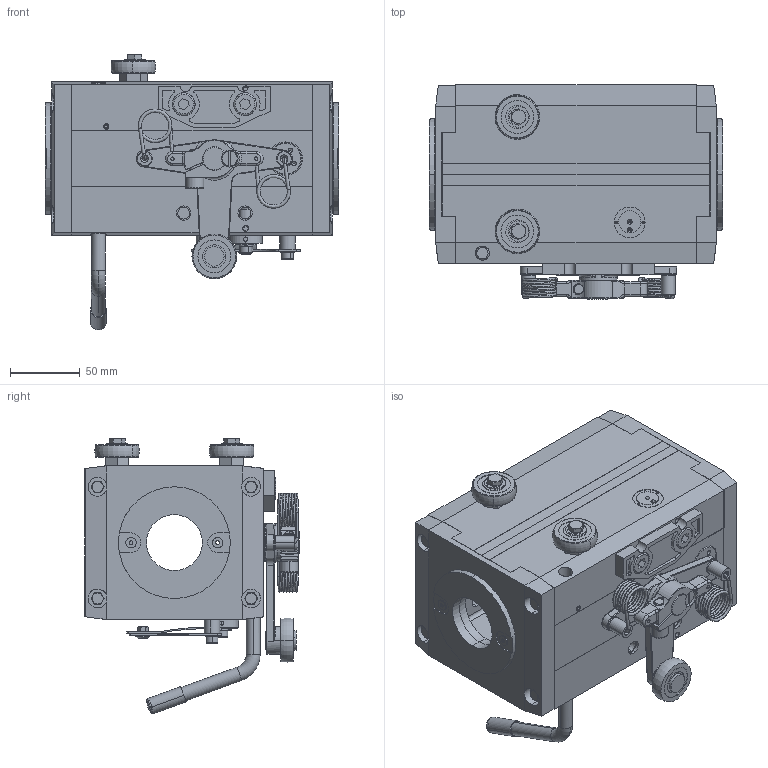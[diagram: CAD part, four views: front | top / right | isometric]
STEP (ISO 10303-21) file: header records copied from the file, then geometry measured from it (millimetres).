
FILE_DESCRIPTION (( 'STEP AP214' ), '1' );
FILE_NAME ('RG4-40-2MCRF Drehrichtung rechts.STEP', '2019-10-18T05:58:18', ( '' ), ( '' ), 'SwSTEP 2.0', 'SolidWorks 2019', '' );
FILE_SCHEMA (( 'AUTOMOTIVE_DESIGN' ));
Length unit declared in the file: millimetre
Products named in the file (1): RG4-40-2MCRF Drehrichtung rechts
Bounding box: 210 x 153.7 x 197.38 mm (x, y, z)
Volume: 1141288.4 mm3; surface area: 414193.9 mm2
Topology: 85 solids, 85 shells, 4065 faces, 10725 edges, 6909 vertices
Faces by surface type: plane 2023, cylinder 1171, cone 493, torus 154, bspline 150, sphere 74
Entity records: 182550 total; most frequent: CARTESIAN_POINT 36195, ORIENTED_EDGE 21324, DIRECTION 20810, EDGE_CURVE 10662, AXIS2_PLACEMENT_3D 7498, VERTEX_POINT 6909, LINE 5814, VECTOR 5814
